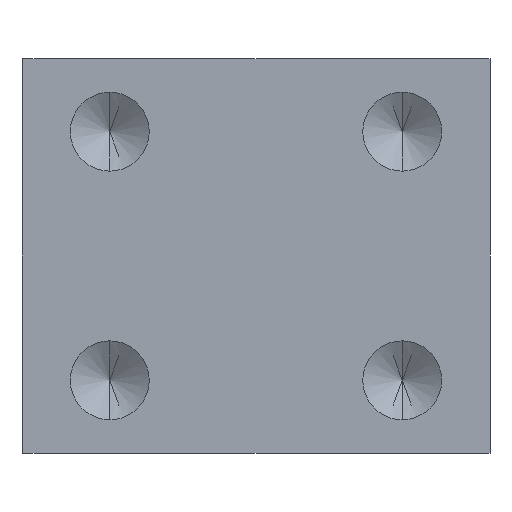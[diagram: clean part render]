
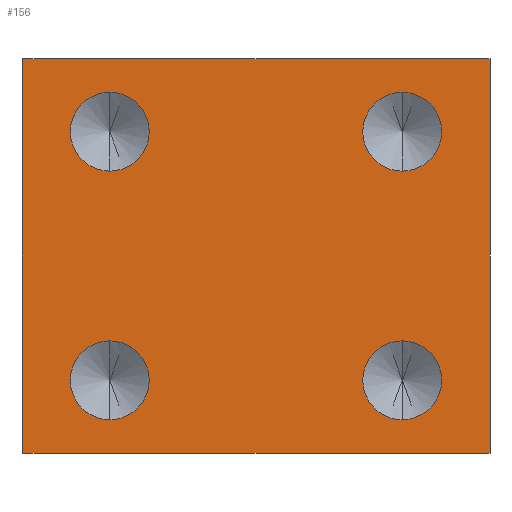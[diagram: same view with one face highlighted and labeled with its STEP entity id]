
A CAD part, left-side view. The second image highlights one B-rep face of the part: STEP entity #156.
In plain terms, the highlighted planar face has unit normal (-1, 0, 0).
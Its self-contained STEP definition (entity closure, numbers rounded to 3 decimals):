
#3 = EDGE_CURVE ( 'NONE', #169, #170, #467, .T. ) ;
#20 = VERTEX_POINT ( 'NONE', #457 ) ;
#29 = EDGE_CURVE ( 'NONE', #34, #20, #432, .T. ) ;
#34 = VERTEX_POINT ( 'NONE', #415 ) ;
#66 = EDGE_CURVE ( 'NONE', #222, #236, #311, .T. ) ;
#96 = VERTEX_POINT ( 'NONE', #393 ) ;
#97 = EDGE_LOOP ( 'NONE', ( #162, #150 ) ) ;
#103 = EDGE_CURVE ( 'NONE', #122, #117, #379, .T. ) ;
#117 = VERTEX_POINT ( 'NONE', #305 ) ;
#122 = VERTEX_POINT ( 'NONE', #420 ) ;
#127 = VERTEX_POINT ( 'NONE', #492 ) ;
#133 = EDGE_CURVE ( 'NONE', #176, #127, #484, .T. ) ;
#138 = EDGE_CURVE ( 'NONE', #96, #117, #352, .T. ) ;
#139 = ORIENTED_EDGE ( 'NONE', *, *, #103, .T. ) ;
#140 = EDGE_CURVE ( 'NONE', #164, #122, #398, .T. ) ;
#141 = ORIENTED_EDGE ( 'NONE', *, *, #166, .F. ) ;
#143 = ORIENTED_EDGE ( 'NONE', *, *, #138, .F. ) ;
#144 = ORIENTED_EDGE ( 'NONE', *, *, #29, .F. ) ;
#145 = EDGE_LOOP ( 'NONE', ( #147, #151 ) ) ;
#146 = EDGE_LOOP ( 'NONE', ( #160, #144 ) ) ;
#147 = ORIENTED_EDGE ( 'NONE', *, *, #148, .F. ) ;
#148 = EDGE_CURVE ( 'NONE', #170, #169, #513, .T. ) ;
#149 = ORIENTED_EDGE ( 'NONE', *, *, #133, .F. ) ;
#150 = ORIENTED_EDGE ( 'NONE', *, *, #66, .F. ) ;
#151 = ORIENTED_EDGE ( 'NONE', *, *, #3, .F. ) ;
#152 = EDGE_CURVE ( 'NONE', #20, #34, #529, .T. ) ;
#153 = EDGE_LOOP ( 'NONE', ( #139, #143, #141, #161 ) ) ;
#155 = EDGE_LOOP ( 'NONE', ( #149, #157 ) ) ;
#156 = ADVANCED_FACE ( 'NONE', ( #520, #512, #515, #535, #526 ), #525, .F. ) ;
#157 = ORIENTED_EDGE ( 'NONE', *, *, #182, .F. ) ;
#159 = EDGE_CURVE ( 'NONE', #236, #222, #508, .T. ) ;
#160 = ORIENTED_EDGE ( 'NONE', *, *, #152, .F. ) ;
#161 = ORIENTED_EDGE ( 'NONE', *, *, #140, .T. ) ;
#162 = ORIENTED_EDGE ( 'NONE', *, *, #159, .F. ) ;
#164 = VERTEX_POINT ( 'NONE', #540 ) ;
#166 = EDGE_CURVE ( 'NONE', #164, #96, #539, .T. ) ;
#169 = VERTEX_POINT ( 'NONE', #499 ) ;
#170 = VERTEX_POINT ( 'NONE', #497 ) ;
#176 = VERTEX_POINT ( 'NONE', #561 ) ;
#182 = EDGE_CURVE ( 'NONE', #127, #176, #578, .T. ) ;
#222 = VERTEX_POINT ( 'NONE', #613 ) ;
#236 = VERTEX_POINT ( 'NONE', #664 ) ;
#305 = CARTESIAN_POINT ( 'NONE',  ( -9.5, -8., 0. ) ) ;
#306 = DIRECTION ( 'NONE',  ( 0., 0., 1. ) ) ;
#307 = DIRECTION ( 'NONE',  ( -1., 0., 0. ) ) ;
#308 = CARTESIAN_POINT ( 'NONE',  ( -9.5, -5., 2.5 ) ) ;
#311 = CIRCLE ( 'NONE', #339, 1.35 ) ;
#339 = AXIS2_PLACEMENT_3D ( 'NONE', #308, #307, #306 ) ;
#352 = LINE ( 'NONE', #397, #399 ) ;
#376 = DIRECTION ( 'NONE',  ( 0., -1., 0. ) ) ;
#377 = VECTOR ( 'NONE', #376, 1000. ) ;
#378 = CARTESIAN_POINT ( 'NONE',  ( -9.5, 8., 0. ) ) ;
#379 = LINE ( 'NONE', #378, #377 ) ;
#393 = CARTESIAN_POINT ( 'NONE',  ( -9.5, -8., 13.5 ) ) ;
#396 = DIRECTION ( 'NONE',  ( 0., 0., -1. ) ) ;
#397 = CARTESIAN_POINT ( 'NONE',  ( -9.5, -8., 13.5 ) ) ;
#398 = LINE ( 'NONE', #402, #401 ) ;
#399 = VECTOR ( 'NONE', #396, 1000. ) ;
#400 = DIRECTION ( 'NONE',  ( 0., 0., -1. ) ) ;
#401 = VECTOR ( 'NONE', #400, 1000. ) ;
#402 = CARTESIAN_POINT ( 'NONE',  ( -9.5, 8., 13.5 ) ) ;
#403 = DIRECTION ( 'NONE',  ( 0., 0., 1. ) ) ;
#405 = AXIS2_PLACEMENT_3D ( 'NONE', #435, #434, #403 ) ;
#415 = CARTESIAN_POINT ( 'NONE',  ( -9.5, -5., 9.65 ) ) ;
#420 = CARTESIAN_POINT ( 'NONE',  ( -9.5, 8., 0. ) ) ;
#423 = DIRECTION ( 'NONE',  ( 0., 0., 1. ) ) ;
#424 = DIRECTION ( 'NONE',  ( -1., 0., 0. ) ) ;
#432 = CIRCLE ( 'NONE', #458, 1.35 ) ;
#434 = DIRECTION ( 'NONE',  ( -1., 0., 0. ) ) ;
#435 = CARTESIAN_POINT ( 'NONE',  ( -9.5, 5., 11. ) ) ;
#439 = CARTESIAN_POINT ( 'NONE',  ( -9.5, -5., 11. ) ) ;
#457 = CARTESIAN_POINT ( 'NONE',  ( -9.5, -5., 12.35 ) ) ;
#458 = AXIS2_PLACEMENT_3D ( 'NONE', #439, #424, #423 ) ;
#467 = CIRCLE ( 'NONE', #405, 1.35 ) ;
#484 = CIRCLE ( 'NONE', #496, 1.35 ) ;
#490 = DIRECTION ( 'NONE',  ( 0., 0., 1. ) ) ;
#492 = CARTESIAN_POINT ( 'NONE',  ( -9.5, 5., 1.15 ) ) ;
#495 = CARTESIAN_POINT ( 'NONE',  ( -9.5, 5., 2.5 ) ) ;
#496 = AXIS2_PLACEMENT_3D ( 'NONE', #495, #498, #490 ) ;
#497 = CARTESIAN_POINT ( 'NONE',  ( -9.5, 5., 12.35 ) ) ;
#498 = DIRECTION ( 'NONE',  ( -1., 0., 0. ) ) ;
#499 = CARTESIAN_POINT ( 'NONE',  ( -9.5, 5., 9.65 ) ) ;
#500 = CARTESIAN_POINT ( 'NONE',  ( -9.5, 5., 11. ) ) ;
#502 = DIRECTION ( 'NONE',  ( 0., -1., 0. ) ) ;
#506 = DIRECTION ( 'NONE',  ( -1., 0., 0. ) ) ;
#507 = DIRECTION ( 'NONE',  ( 0., 0., 1. ) ) ;
#508 = CIRCLE ( 'NONE', #514, 1.35 ) ;
#511 = DIRECTION ( 'NONE',  ( 0., 0., -1. ) ) ;
#512 = FACE_BOUND ( 'NONE', #155, .T. ) ;
#513 = CIRCLE ( 'NONE', #536, 1.35 ) ;
#514 = AXIS2_PLACEMENT_3D ( 'NONE', #534, #533, #532 ) ;
#515 = FACE_BOUND ( 'NONE', #145, .T. ) ;
#518 = DIRECTION ( 'NONE',  ( -1., 0., 0. ) ) ;
#520 = FACE_BOUND ( 'NONE', #97, .T. ) ;
#521 = DIRECTION ( 'NONE',  ( 0., 0., 1. ) ) ;
#522 = DIRECTION ( 'NONE',  ( 1., 0., 0. ) ) ;
#523 = CARTESIAN_POINT ( 'NONE',  ( -9.5, 8., 13.5 ) ) ;
#524 = AXIS2_PLACEMENT_3D ( 'NONE', #523, #522, #511 ) ;
#525 = PLANE ( 'NONE',  #524 ) ;
#526 = FACE_OUTER_BOUND ( 'NONE', #153, .T. ) ;
#527 = CARTESIAN_POINT ( 'NONE',  ( -9.5, -5., 11. ) ) ;
#528 = AXIS2_PLACEMENT_3D ( 'NONE', #527, #506, #521 ) ;
#529 = CIRCLE ( 'NONE', #528, 1.35 ) ;
#532 = DIRECTION ( 'NONE',  ( 0., 0., 1. ) ) ;
#533 = DIRECTION ( 'NONE',  ( -1., 0., 0. ) ) ;
#534 = CARTESIAN_POINT ( 'NONE',  ( -9.5, -5., 2.5 ) ) ;
#535 = FACE_BOUND ( 'NONE', #146, .T. ) ;
#536 = AXIS2_PLACEMENT_3D ( 'NONE', #500, #518, #507 ) ;
#537 = VECTOR ( 'NONE', #502, 1000. ) ;
#538 = CARTESIAN_POINT ( 'NONE',  ( -9.5, 8., 13.5 ) ) ;
#539 = LINE ( 'NONE', #538, #537 ) ;
#540 = CARTESIAN_POINT ( 'NONE',  ( -9.5, 8., 13.5 ) ) ;
#561 = CARTESIAN_POINT ( 'NONE',  ( -9.5, 5., 3.85 ) ) ;
#566 = DIRECTION ( 'NONE',  ( 0., 0., 1. ) ) ;
#567 = DIRECTION ( 'NONE',  ( -1., 0., 0. ) ) ;
#568 = CARTESIAN_POINT ( 'NONE',  ( -9.5, 5., 2.5 ) ) ;
#569 = AXIS2_PLACEMENT_3D ( 'NONE', #568, #567, #566 ) ;
#578 = CIRCLE ( 'NONE', #569, 1.35 ) ;
#613 = CARTESIAN_POINT ( 'NONE',  ( -9.5, -5., 1.15 ) ) ;
#664 = CARTESIAN_POINT ( 'NONE',  ( -9.5, -5., 3.85 ) ) ;
